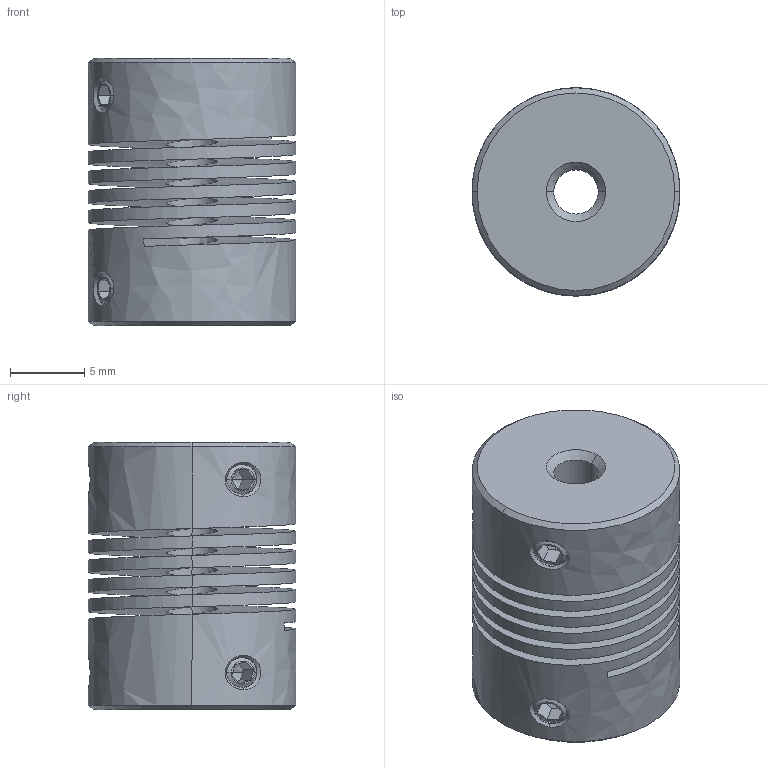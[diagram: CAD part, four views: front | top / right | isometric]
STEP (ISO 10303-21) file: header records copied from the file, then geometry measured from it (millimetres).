
FILE_DESCRIPTION(('STEP AP214'),'1');
FILE_NAME('wkas14180303.stp','2017-10-10T16:05:53',('TraceParts'),('TraceParts S.A.'),'Spatial InterOp 3D',' ',' ');
FILE_SCHEMA(('automotive_design'));
Length unit declared in the file: millimetre
Products named in the file (1): wkas14180303
Bounding box: 14 x 14 x 18 mm (x, y, z)
Volume: 2204.9 mm3; surface area: 2770.6 mm2
Topology: 1 solids, 9 shells, 165 faces, 376 edges, 213 vertices
Faces by surface type: bspline 89, plane 56, cylinder 12, cone 8
Entity records: 44656 total; most frequent: CARTESIAN_POINT 40542, ORIENTED_EDGE 712, EDGE_CURVE 356, DIRECTION 334, VERTEX_POINT 213, EDGE_LOOP 181, STYLED_ITEM 165, PRESENTATION_STYLE_ASSIGNMENT 165
